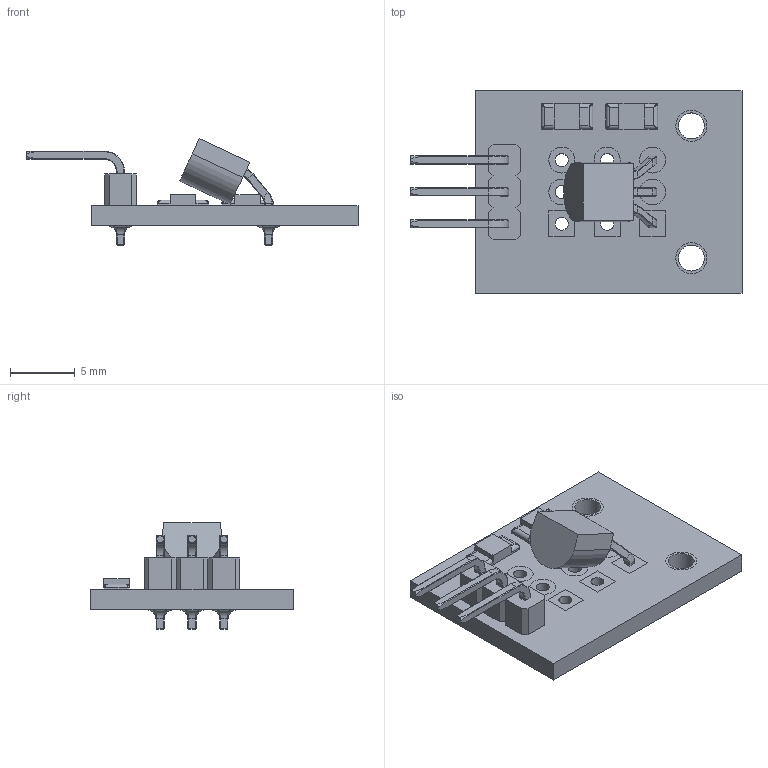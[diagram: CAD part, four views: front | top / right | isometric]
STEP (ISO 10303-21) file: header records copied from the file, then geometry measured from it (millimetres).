
FILE_DESCRIPTION(/* description */ (''),/* implementation_level */ '2;1');
FILE_NAME(/* name */ 'Temperatursensor.stp',/* time_stamp */ '2022-07-11T10:42:56+02:00',/* author */ ('lwz'),/* organization */ ('Stäubli Electric Connectors Division'),/* preprocessor_version */ 'ST-DEVELOPER v18.1',/* originating_system */ 'Autodesk Inventor 2020',/* authorisation */ '');
FILE_SCHEMA (('AUTOMOTIVE_DESIGN { 1 0 10303 214 3 1 1 }'));
Length unit declared in the file: millimetre
Products named in the file (1): Temperatursensor
Bounding box: 25.61 x 15.65 x 8.24 mm (x, y, z)
Volume: 614.3 mm3; surface area: 1046.2 mm2
Topology: 1 solids, 2 shells, 462 faces, 1084 edges, 649 vertices
Faces by surface type: plane 263, cylinder 96, bspline 68, cone 35
Full cylindrical faces by diameter (mm): 1 x6, 2 x2, 2.4 x1
Entity records: 14512 total; most frequent: CARTESIAN_POINT 4018, ORIENTED_EDGE 2149, DIRECTION 1843, EDGE_CURVE 1076, LINE 669, VECTOR 669, VERTEX_POINT 649, AXIS2_PLACEMENT_3D 587
